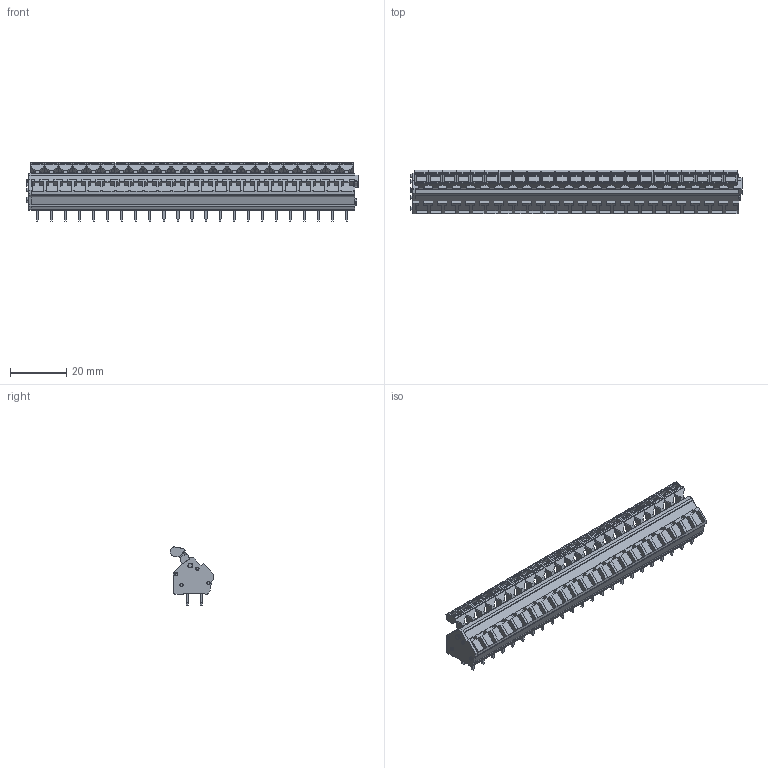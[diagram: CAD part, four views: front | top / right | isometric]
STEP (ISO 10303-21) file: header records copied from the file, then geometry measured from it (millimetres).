
FILE_DESCRIPTION(('CATIA V5 STEP Exchange','CAx-IF Rec.Pracs.--- Model Styling and Organization---1.4--- 2014-01-23'),'2;1');
FILE_NAME ('028353-2_0_1958500000_1958500000.stp','2022-09-09T11:31:34+00:00',('none'),('Weidmueller'),'CATIA Version 5-6 Release 2016 SP3 HF44','CATIA V5 STEP AP214','none');
FILE_SCHEMA(('AUTOMOTIVE_DESIGN { 1 0 10303 214 1 1 1 1 }'));
Products named in the file (1): 1958500000
Bounding box: 118.1 x 15.6 x 20.65 mm (x, y, z)
Volume: 17368.6 mm3; surface area: 11447.5 mm2
Topology: 71 solids, 71 shells, 2043 faces, 5522 edges, 3672 vertices
Faces by surface type: plane 1668, cylinder 351, cone 16, torus 8
Entity records: 62725 total; most frequent: CARTESIAN_POINT 11930, ORIENTED_EDGE 11044, DIRECTION 8438, EDGE_CURVE 5522, VECTOR 4792, LINE 4792, VERTEX_POINT 3672, EDGE_LOOP 2094
